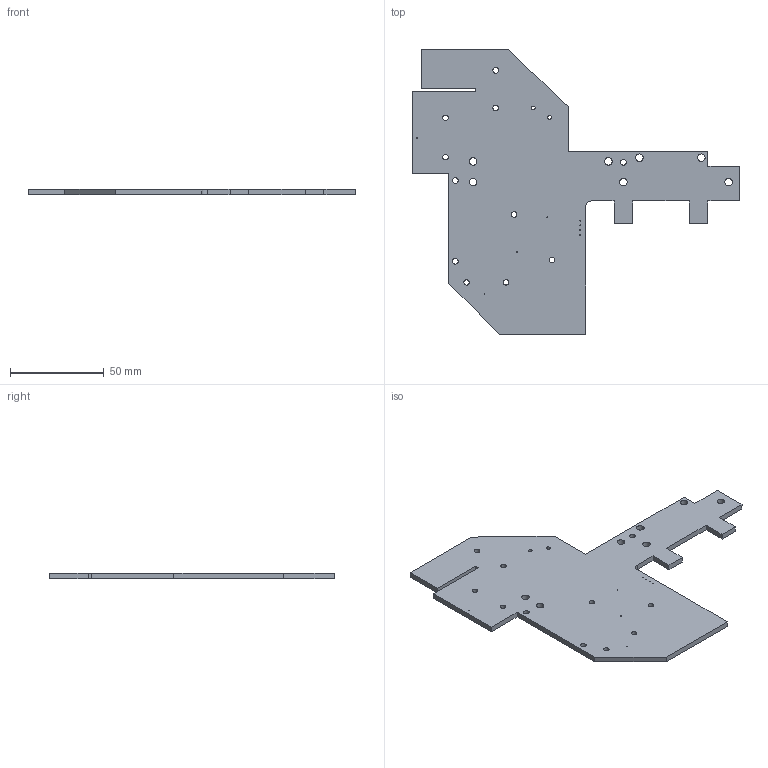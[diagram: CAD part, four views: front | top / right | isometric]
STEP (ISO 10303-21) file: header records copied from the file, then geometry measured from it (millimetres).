
FILE_DESCRIPTION(/* description */ (''),/* implementation_level */ '2;1');
FILE_NAME(/* name */ 'Panel_A.step',/* time_stamp */ '2018-03-12T16:07:18+01:00',/* author */ (''),/* organization */ (''),/* preprocessor_version */ 'ST-DEVELOPER v16.13',/* originating_system */ 'Autodesk Translation Framework v6.5.0.72',/* authorisation */ '');
FILE_SCHEMA (('AUTOMOTIVE_DESIGN { 1 0 10303 214 3 1 1 }'));
Length unit declared in the file: millimetre
Products named in the file (1): Panel_A
Bounding box: 174.51 x 151.55 x 3 mm (x, y, z)
Volume: 38813.6 mm3; surface area: 28690.6 mm2
Topology: 1 solids, 1 shells, 57 faces, 189 edges, 134 vertices
Faces by surface type: cylinder 29, plane 28
Full cylindrical faces by diameter (mm): 0.5 x8, 2 x2, 2.9 x4, 3 x7, 4 x7
Entity records: 2278 total; most frequent: DIRECTION 383, CARTESIAN_POINT 381, ORIENTED_EDGE 378, EDGE_CURVE 189, AXIS2_PLACEMENT_3D 136, VERTEX_POINT 134, EDGE_LOOP 113, LINE 111
